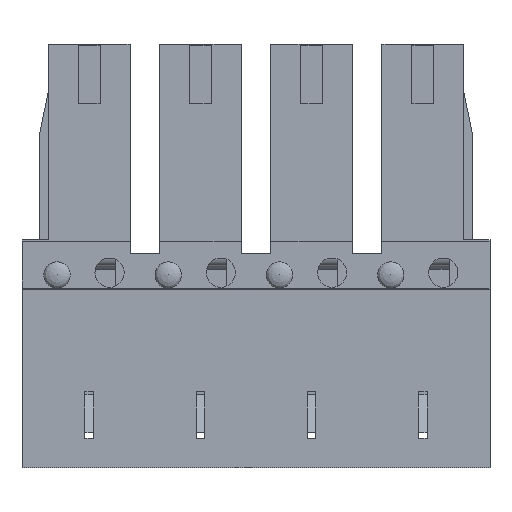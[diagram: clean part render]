
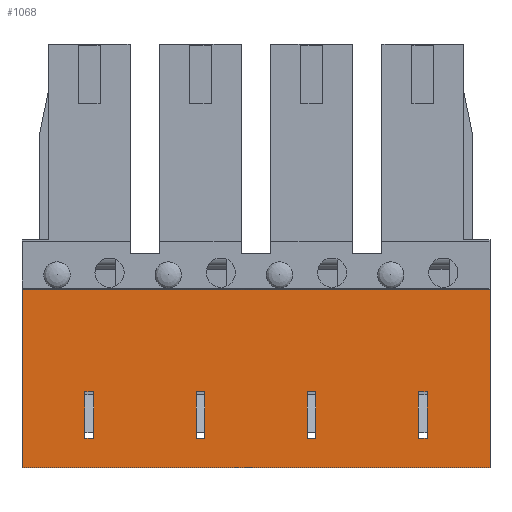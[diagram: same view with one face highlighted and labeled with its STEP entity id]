
A CAD part, front view. The second image highlights one B-rep face of the part: STEP entity #1068.
In plain terms, the highlighted planar face has unit normal (0, -1, 0).
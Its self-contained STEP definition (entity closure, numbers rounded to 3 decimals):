
#1068 = ADVANCED_FACE( '', ( #2245, #2246, #2247, #2248, #2249 ), #2250, .F. );
#2245 = FACE_BOUND( '', #3688, .T. );
#2246 = FACE_BOUND( '', #3689, .T. );
#2247 = FACE_BOUND( '', #3690, .T. );
#2248 = FACE_BOUND( '', #3691, .T. );
#2249 = FACE_OUTER_BOUND( '', #3692, .T. );
#2250 = PLANE( '', #3693 );
#3688 = EDGE_LOOP( '', ( #6747, #6748, #6749, #6750 ) );
#3689 = EDGE_LOOP( '', ( #6751, #6752, #6753, #6754 ) );
#3690 = EDGE_LOOP( '', ( #6755, #6756, #6757, #6758 ) );
#3691 = EDGE_LOOP( '', ( #6759, #6760, #6761, #6762 ) );
#3692 = EDGE_LOOP( '', ( #6763, #6764, #6765, #6766 ) );
#3693 = AXIS2_PLACEMENT_3D( '', #6767, #6768, #6769 );
#6747 = ORIENTED_EDGE( '', *, *, #8421, .T. );
#6748 = ORIENTED_EDGE( '', *, *, #8929, .T. );
#6749 = ORIENTED_EDGE( '', *, *, #9325, .T. );
#6750 = ORIENTED_EDGE( '', *, *, #9258, .T. );
#6751 = ORIENTED_EDGE( '', *, *, #8797, .T. );
#6752 = ORIENTED_EDGE( '', *, *, #8598, .T. );
#6753 = ORIENTED_EDGE( '', *, *, #9040, .T. );
#6754 = ORIENTED_EDGE( '', *, *, #9326, .T. );
#6755 = ORIENTED_EDGE( '', *, *, #9327, .T. );
#6756 = ORIENTED_EDGE( '', *, *, #8901, .T. );
#6757 = ORIENTED_EDGE( '', *, *, #9328, .T. );
#6758 = ORIENTED_EDGE( '', *, *, #8937, .T. );
#6759 = ORIENTED_EDGE( '', *, *, #9033, .T. );
#6760 = ORIENTED_EDGE( '', *, *, #9329, .T. );
#6761 = ORIENTED_EDGE( '', *, *, #8148, .T. );
#6762 = ORIENTED_EDGE( '', *, *, #8673, .T. );
#6763 = ORIENTED_EDGE( '', *, *, #9134, .F. );
#6764 = ORIENTED_EDGE( '', *, *, #8429, .F. );
#6765 = ORIENTED_EDGE( '', *, *, #8668, .T. );
#6766 = ORIENTED_EDGE( '', *, *, #9330, .F. );
#6767 = CARTESIAN_POINT( '', ( 8.015, -3.3, 3.9 ) );
#6768 = DIRECTION( '', ( 0., 1., 0. ) );
#6769 = DIRECTION( '', ( 0., 0., 1. ) );
#8148 = EDGE_CURVE( '', #9793, #9807, #9809, .T. );
#8421 = EDGE_CURVE( '', #10285, #10283, #10286, .T. );
#8429 = EDGE_CURVE( '', #10298, #10294, #10300, .T. );
#8598 = EDGE_CURVE( '', #10574, #10572, #10575, .T. );
#8668 = EDGE_CURVE( '', #10298, #10681, #10683, .T. );
#8673 = EDGE_CURVE( '', #9807, #10688, #10690, .T. );
#8797 = EDGE_CURVE( '', #10885, #10574, #10886, .T. );
#8901 = EDGE_CURVE( '', #11035, #11033, #11036, .T. );
#8929 = EDGE_CURVE( '', #10283, #11077, #11079, .T. );
#8937 = EDGE_CURVE( '', #11090, #11088, #11091, .T. );
#9033 = EDGE_CURVE( '', #10688, #11223, #11225, .T. );
#9040 = EDGE_CURVE( '', #10572, #11232, #11234, .T. );
#9134 = EDGE_CURVE( '', #10294, #11361, #11362, .T. );
#9258 = EDGE_CURVE( '', #11517, #10285, #11518, .T. );
#9325 = EDGE_CURVE( '', #11077, #11517, #11598, .T. );
#9326 = EDGE_CURVE( '', #11232, #10885, #11599, .T. );
#9327 = EDGE_CURVE( '', #11088, #11035, #11600, .T. );
#9328 = EDGE_CURVE( '', #11033, #11090, #11601, .T. );
#9329 = EDGE_CURVE( '', #11223, #9793, #11602, .T. );
#9330 = EDGE_CURVE( '', #11361, #10681, #11603, .T. );
#9793 = VERTEX_POINT( '', #12197 );
#9807 = VERTEX_POINT( '', #12218 );
#9809 = LINE( '', #12221, #12222 );
#10283 = VERTEX_POINT( '', #12884 );
#10285 = VERTEX_POINT( '', #12887 );
#10286 = LINE( '', #12888, #12889 );
#10294 = VERTEX_POINT( '', #12900 );
#10298 = VERTEX_POINT( '', #12906 );
#10300 = LINE( '', #12909, #12910 );
#10572 = VERTEX_POINT( '', #13297 );
#10574 = VERTEX_POINT( '', #13300 );
#10575 = LINE( '', #13301, #13302 );
#10681 = VERTEX_POINT( '', #13460 );
#10683 = LINE( '', #13463, #13464 );
#10688 = VERTEX_POINT( '', #13469 );
#10690 = LINE( '', #13472, #13473 );
#10885 = VERTEX_POINT( '', #13770 );
#10886 = LINE( '', #13771, #13772 );
#11033 = VERTEX_POINT( '', #13997 );
#11035 = VERTEX_POINT( '', #14000 );
#11036 = LINE( '', #14001, #14002 );
#11077 = VERTEX_POINT( '', #14063 );
#11079 = LINE( '', #14066, #14067 );
#11088 = VERTEX_POINT( '', #14080 );
#11090 = VERTEX_POINT( '', #14083 );
#11091 = LINE( '', #14084, #14085 );
#11223 = VERTEX_POINT( '', #14276 );
#11225 = LINE( '', #14279, #14280 );
#11232 = VERTEX_POINT( '', #14291 );
#11234 = LINE( '', #14294, #14295 );
#11361 = VERTEX_POINT( '', #14482 );
#11362 = LINE( '', #14483, #14484 );
#11517 = VERTEX_POINT( '', #14716 );
#11518 = LINE( '', #14717, #14718 );
#11598 = LINE( '', #14836, #14837 );
#11599 = LINE( '', #14838, #14839 );
#11600 = LINE( '', #14840, #14841 );
#11601 = LINE( '', #14842, #14843 );
#11602 = LINE( '', #14844, #14845 );
#11603 = LINE( '', #14846, #14847 );
#12197 = CARTESIAN_POINT( '', ( 5.565, -3.3, -2.9 ) );
#12218 = CARTESIAN_POINT( '', ( 5.565, -3.3, -1.3 ) );
#12221 = CARTESIAN_POINT( '', ( 5.565, -3.3, -2.9 ) );
#12222 = VECTOR( '', #15335, 1000. );
#12884 = CARTESIAN_POINT( '', ( -5.565, -3.3, -2.9 ) );
#12887 = CARTESIAN_POINT( '', ( -5.565, -3.3, -1.3 ) );
#12888 = CARTESIAN_POINT( '', ( -5.565, -3.3, -1.3 ) );
#12889 = VECTOR( '', #15639, 1000. );
#12900 = CARTESIAN_POINT( '', ( 8.015, -3.3, 2.2 ) );
#12906 = CARTESIAN_POINT( '', ( -8.015, -3.3, 2.2 ) );
#12909 = CARTESIAN_POINT( '', ( -8.015, -3.3, 2.2 ) );
#12910 = VECTOR( '', #15646, 1000. );
#13297 = CARTESIAN_POINT( '', ( -2.055, -3.3, -2.9 ) );
#13300 = CARTESIAN_POINT( '', ( -1.755, -3.3, -2.9 ) );
#13301 = CARTESIAN_POINT( '', ( -1.755, -3.3, -2.9 ) );
#13302 = VECTOR( '', #15817, 1000. );
#13460 = CARTESIAN_POINT( '', ( -8.015, -3.3, -3.9 ) );
#13463 = CARTESIAN_POINT( '', ( -8.015, -3.3, 3.9 ) );
#13464 = VECTOR( '', #15883, 1000. );
#13469 = CARTESIAN_POINT( '', ( 5.865, -3.3, -1.3 ) );
#13472 = CARTESIAN_POINT( '', ( 5.565, -3.3, -1.3 ) );
#13473 = VECTOR( '', #15888, 1000. );
#13770 = CARTESIAN_POINT( '', ( -1.755, -3.3, -1.3 ) );
#13771 = CARTESIAN_POINT( '', ( -1.755, -3.3, -1.3 ) );
#13772 = VECTOR( '', #15995, 1000. );
#13997 = CARTESIAN_POINT( '', ( 1.755, -3.3, -2.9 ) );
#14000 = CARTESIAN_POINT( '', ( 2.055, -3.3, -2.9 ) );
#14001 = CARTESIAN_POINT( '', ( 2.055, -3.3, -2.9 ) );
#14002 = VECTOR( '', #16080, 1000. );
#14063 = CARTESIAN_POINT( '', ( -5.865, -3.3, -2.9 ) );
#14066 = CARTESIAN_POINT( '', ( -5.565, -3.3, -2.9 ) );
#14067 = VECTOR( '', #16102, 1000. );
#14080 = CARTESIAN_POINT( '', ( 2.055, -3.3, -1.3 ) );
#14083 = CARTESIAN_POINT( '', ( 1.755, -3.3, -1.3 ) );
#14084 = CARTESIAN_POINT( '', ( 1.755, -3.3, -1.3 ) );
#14085 = VECTOR( '', #16108, 1000. );
#14276 = CARTESIAN_POINT( '', ( 5.865, -3.3, -2.9 ) );
#14279 = CARTESIAN_POINT( '', ( 5.865, -3.3, -1.3 ) );
#14280 = VECTOR( '', #16193, 1000. );
#14291 = CARTESIAN_POINT( '', ( -2.055, -3.3, -1.3 ) );
#14294 = CARTESIAN_POINT( '', ( -2.055, -3.3, -2.9 ) );
#14295 = VECTOR( '', #16199, 1000. );
#14482 = CARTESIAN_POINT( '', ( 8.015, -3.3, -3.9 ) );
#14483 = CARTESIAN_POINT( '', ( 8.015, -3.3, 3.9 ) );
#14484 = VECTOR( '', #16296, 1000. );
#14716 = CARTESIAN_POINT( '', ( -5.865, -3.3, -1.3 ) );
#14717 = CARTESIAN_POINT( '', ( -5.865, -3.3, -1.3 ) );
#14718 = VECTOR( '', #16395, 1000. );
#14836 = CARTESIAN_POINT( '', ( -5.865, -3.3, -2.9 ) );
#14837 = VECTOR( '', #16440, 1000. );
#14838 = CARTESIAN_POINT( '', ( -2.055, -3.3, -1.3 ) );
#14839 = VECTOR( '', #16441, 1000. );
#14840 = CARTESIAN_POINT( '', ( 2.055, -3.3, -1.3 ) );
#14841 = VECTOR( '', #16442, 1000. );
#14842 = CARTESIAN_POINT( '', ( 1.755, -3.3, -2.9 ) );
#14843 = VECTOR( '', #16443, 1000. );
#14844 = CARTESIAN_POINT( '', ( 5.865, -3.3, -2.9 ) );
#14845 = VECTOR( '', #16444, 1000. );
#14846 = CARTESIAN_POINT( '', ( 8.015, -3.3, -3.9 ) );
#14847 = VECTOR( '', #16445, 1000. );
#15335 = DIRECTION( '', ( 0., 0., 1. ) );
#15639 = DIRECTION( '', ( 0., 0., -1. ) );
#15646 = DIRECTION( '', ( 1., 0., 0. ) );
#15817 = DIRECTION( '', ( -1., 0., 0. ) );
#15883 = DIRECTION( '', ( 0., 0., -1. ) );
#15888 = DIRECTION( '', ( 1., 0., 0. ) );
#15995 = DIRECTION( '', ( 0., 0., -1. ) );
#16080 = DIRECTION( '', ( -1., 0., 0. ) );
#16102 = DIRECTION( '', ( -1., 0., 0. ) );
#16108 = DIRECTION( '', ( 1., 0., 0. ) );
#16193 = DIRECTION( '', ( 0., 0., -1. ) );
#16199 = DIRECTION( '', ( 0., 0., 1. ) );
#16296 = DIRECTION( '', ( 0., 0., -1. ) );
#16395 = DIRECTION( '', ( 1., 0., 0. ) );
#16440 = DIRECTION( '', ( 0., 0., 1. ) );
#16441 = DIRECTION( '', ( 1., 0., 0. ) );
#16442 = DIRECTION( '', ( 0., 0., -1. ) );
#16443 = DIRECTION( '', ( 0., 0., 1. ) );
#16444 = DIRECTION( '', ( -1., 0., 0. ) );
#16445 = DIRECTION( '', ( -1., 0., 0. ) );
